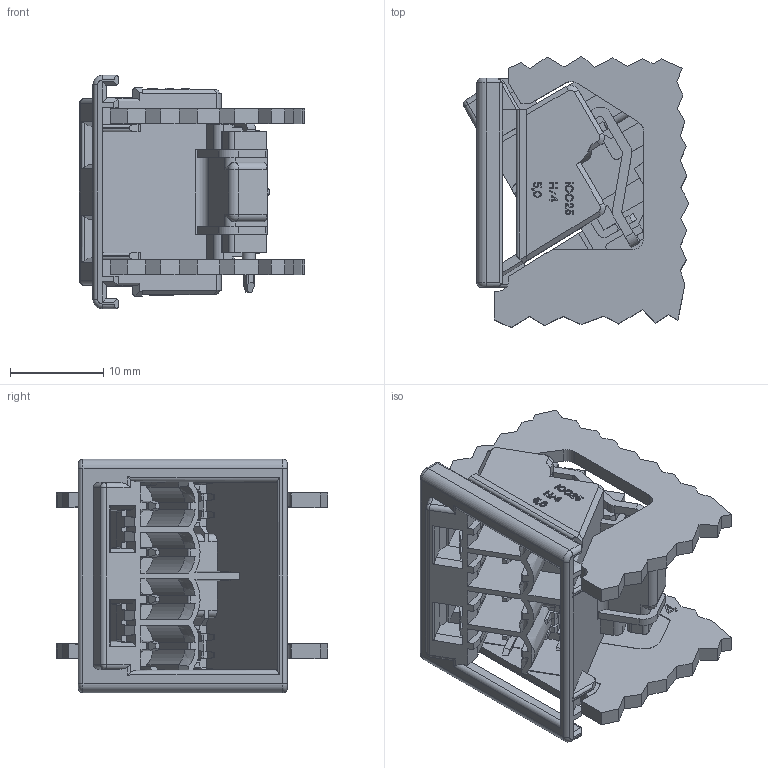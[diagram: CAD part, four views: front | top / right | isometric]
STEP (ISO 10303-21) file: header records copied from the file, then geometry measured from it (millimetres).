
FILE_DESCRIPTION(('Creo Elements/Direct Modeling STEP Export'),'2;1');
FILE_NAME('model.stp','2020-07-10T14:54:32',(''),(''),'Creo Elements/Direct Modeling STEP processor for AP214 (Solid Model)','Creo Elements/Direct Modeling 20.1A 29-Sep-2018 (C) Parametric Technology GmbH','');
FILE_SCHEMA(('AUTOMOTIVE_DESIGN { 1 0 10303 214 1 1 1 1 }'));
Length unit declared in the file: millimetre
Products named in the file (4): ICC25-H-4L5.0__01080961_H.Select; PCB-FRAGMENT_MAIN_ICC25-H_4L5.0_01084043; PCB_FRAGMENT_SECOND_ICC25_H4L5_0__01290474; ICC25-H_4L5.0_01087066
Assembly tree (3 placements, depth 2):
  ICC25-H_4L5.0_01087066
    PCB_FRAGMENT_SECOND_ICC25_H4L5_0__01290474
    PCB-FRAGMENT_MAIN_ICC25-H_4L5.0_01084043
    ICC25-H-4L5.0__01080961_H.Select
Bounding box: 24.1 x 29.04 x 25 mm (x, y, z)
Volume: 4351.6 mm3; surface area: 6392.7 mm2
Topology: 3 solids, 3 shells, 1600 faces, 4612 edges, 3046 vertices
Faces by surface type: plane 1344, cylinder 212, cone 36, torus 6, sphere 2
Entity records: 53767 total; most frequent: CARTESIAN_POINT 10074, ORIENTED_EDGE 9220, DIRECTION 8150, EDGE_CURVE 4610, VECTOR 4008, LINE 4008, VERTEX_POINT 3046, AXIS2_PLACEMENT_3D 2071
